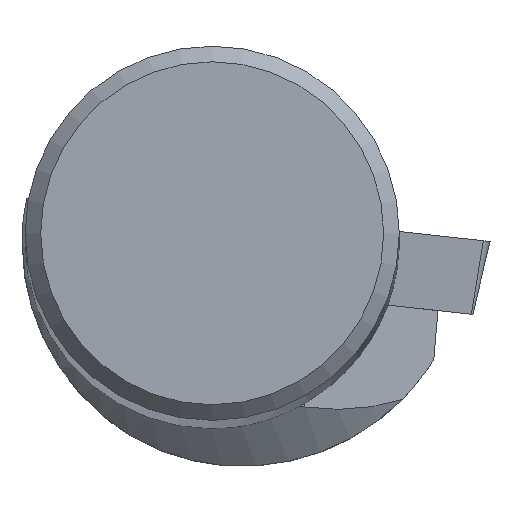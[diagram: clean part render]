
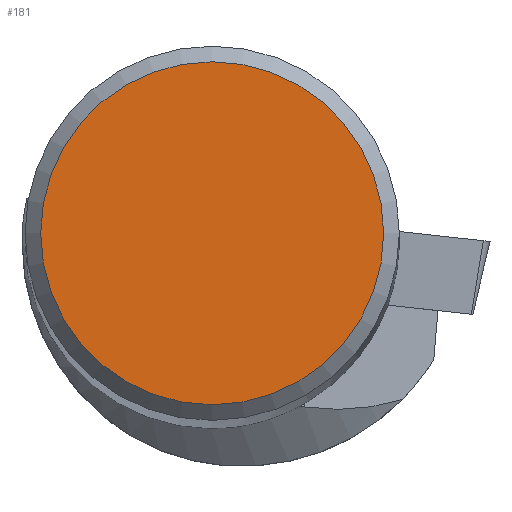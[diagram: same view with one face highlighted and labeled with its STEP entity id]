
A CAD part, top view. The second image highlights one B-rep face of the part: STEP entity #181.
In plain terms, the highlighted planar face has unit normal (0, 0, 1).
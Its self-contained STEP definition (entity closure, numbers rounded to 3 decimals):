
#144=FACE_OUTER_BOUND('',#350,.T.);
#181=ADVANCED_FACE('',(#144),#209,.T.);
#209=PLANE('',#880);
#350=EDGE_LOOP('',(#479));
#479=ORIENTED_EDGE('',*,*,#694,.F.);
#612=VERTEX_POINT('',#1451);
#694=EDGE_CURVE('',#612,#612,#739,.T.);
#739=CIRCLE('',#879,5.493);
#879=AXIS2_PLACEMENT_3D('',#1450,#1045,#1046);
#880=AXIS2_PLACEMENT_3D('',#1452,#1047,#1048);
#1045=DIRECTION('',(0.,0.,-1.));
#1046=DIRECTION('',(-1.,0.,0.));
#1047=DIRECTION('',(0.,0.,1.));
#1048=DIRECTION('',(-1.,0.,0.));
#1450=CARTESIAN_POINT('',(0.,0.,0.));
#1451=CARTESIAN_POINT('',(-5.493,0.,0.));
#1452=CARTESIAN_POINT('',(0.,0.,0.));
